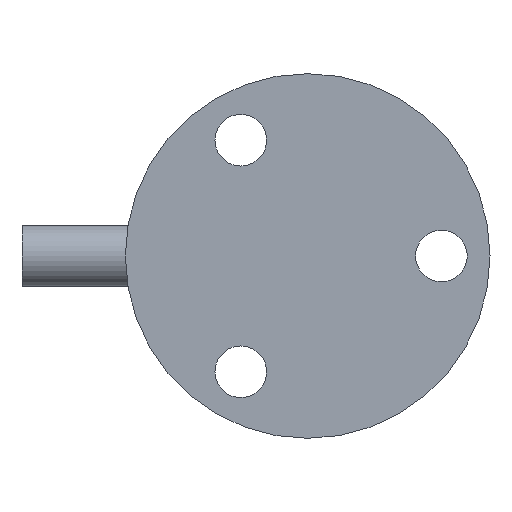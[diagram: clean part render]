
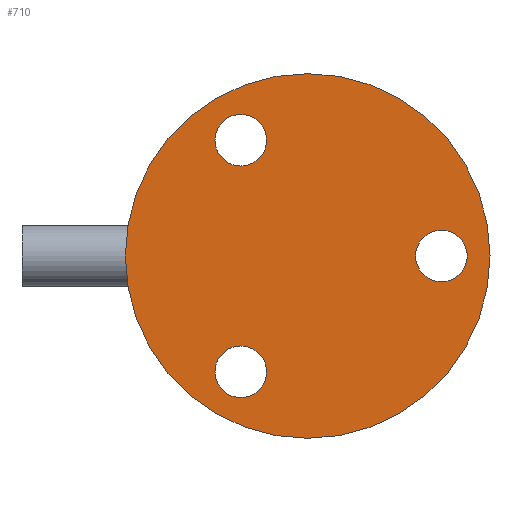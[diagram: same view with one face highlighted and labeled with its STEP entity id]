
A CAD part, left-side view. The second image highlights one B-rep face of the part: STEP entity #710.
In plain terms, the highlighted planar face has unit normal (-1, 0, 0).
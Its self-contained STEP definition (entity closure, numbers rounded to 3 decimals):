
#7 = VERTEX_POINT ( 'NONE', #490 ) ;
#11 = EDGE_LOOP ( 'NONE', ( #680, #106 ) ) ;
#12 = AXIS2_PLACEMENT_3D ( 'NONE', #452, #157, #541 ) ;
#30 = DIRECTION ( 'NONE',  ( 0., 0., -1. ) ) ;
#43 = CARTESIAN_POINT ( 'NONE',  ( 0., 0., 0. ) ) ;
#52 = VERTEX_POINT ( 'NONE', #83 ) ;
#55 = ORIENTED_EDGE ( 'NONE', *, *, #191, .T. ) ;
#71 = AXIS2_PLACEMENT_3D ( 'NONE', #334, #405, #752 ) ;
#72 = AXIS2_PLACEMENT_3D ( 'NONE', #364, #120, #530 ) ;
#83 = CARTESIAN_POINT ( 'NONE',  ( 0., 11., -14.803 ) ) ;
#93 = DIRECTION ( 'NONE',  ( 0., 0., -1. ) ) ;
#101 = CARTESIAN_POINT ( 'NONE',  ( 0., -22., 0. ) ) ;
#104 = DIRECTION ( 'NONE',  ( 1., 0., 0. ) ) ;
#106 = ORIENTED_EDGE ( 'NONE', *, *, #504, .T. ) ;
#120 = DIRECTION ( 'NONE',  ( 1., 0., 0. ) ) ;
#124 = CIRCLE ( 'NONE', #71, 4.25 ) ;
#157 = DIRECTION ( 'NONE',  ( 1., 0., 0. ) ) ;
#160 = FACE_BOUND ( 'NONE', #212, .T. ) ;
#191 = EDGE_CURVE ( 'NONE', #597, #465, #124, .T. ) ;
#212 = EDGE_LOOP ( 'NONE', ( #546, #730 ) ) ;
#223 = DIRECTION ( 'NONE',  ( 0., 0., -1. ) ) ;
#226 = VERTEX_POINT ( 'NONE', #280 ) ;
#251 = CARTESIAN_POINT ( 'NONE',  ( 0., 0., -30. ) ) ;
#271 = AXIS2_PLACEMENT_3D ( 'NONE', #500, #437, #673 ) ;
#276 = DIRECTION ( 'NONE',  ( 1., 0., 0. ) ) ;
#279 = CARTESIAN_POINT ( 'NONE',  ( 0., 0., 0. ) ) ;
#280 = CARTESIAN_POINT ( 'NONE',  ( 0., 0., 30. ) ) ;
#285 = EDGE_LOOP ( 'NONE', ( #642, #532 ) ) ;
#308 = CIRCLE ( 'NONE', #271, 4.25 ) ;
#326 = EDGE_CURVE ( 'NONE', #7, #52, #610, .T. ) ;
#334 = CARTESIAN_POINT ( 'NONE',  ( 0., -22., 0. ) ) ;
#354 = EDGE_CURVE ( 'NONE', #488, #652, #385, .T. ) ;
#364 = CARTESIAN_POINT ( 'NONE',  ( 0., 11., 19.053 ) ) ;
#372 = CIRCLE ( 'NONE', #560, 30. ) ;
#385 = CIRCLE ( 'NONE', #72, 4.25 ) ;
#398 = FACE_OUTER_BOUND ( 'NONE', #285, .T. ) ;
#405 = DIRECTION ( 'NONE',  ( 1., 0., 0. ) ) ;
#435 = CARTESIAN_POINT ( 'NONE',  ( 0., 11., 14.803 ) ) ;
#437 = DIRECTION ( 'NONE',  ( 1., 0., 0. ) ) ;
#452 = CARTESIAN_POINT ( 'NONE',  ( 0., 11., -19.053 ) ) ;
#465 = VERTEX_POINT ( 'NONE', #653 ) ;
#488 = VERTEX_POINT ( 'NONE', #435 ) ;
#490 = CARTESIAN_POINT ( 'NONE',  ( 0., 11., -23.303 ) ) ;
#495 = CIRCLE ( 'NONE', #508, 30. ) ;
#500 = CARTESIAN_POINT ( 'NONE',  ( 0., 11., -19.053 ) ) ;
#504 = EDGE_CURVE ( 'NONE', #52, #7, #308, .T. ) ;
#508 = AXIS2_PLACEMENT_3D ( 'NONE', #43, #683, #566 ) ;
#517 = DIRECTION ( 'NONE',  ( 0., 0., -1. ) ) ;
#520 = PLANE ( 'NONE',  #609 ) ;
#525 = CARTESIAN_POINT ( 'NONE',  ( 0., 11., 19.053 ) ) ;
#530 = DIRECTION ( 'NONE',  ( 0., 0., -1. ) ) ;
#532 = ORIENTED_EDGE ( 'NONE', *, *, #703, .F. ) ;
#541 = DIRECTION ( 'NONE',  ( 0., 0., -1. ) ) ;
#546 = ORIENTED_EDGE ( 'NONE', *, *, #354, .T. ) ;
#558 = CIRCLE ( 'NONE', #681, 4.25 ) ;
#560 = AXIS2_PLACEMENT_3D ( 'NONE', #279, #104, #30 ) ;
#566 = DIRECTION ( 'NONE',  ( 0., 0., -1. ) ) ;
#580 = VERTEX_POINT ( 'NONE', #251 ) ;
#597 = VERTEX_POINT ( 'NONE', #622 ) ;
#601 = EDGE_LOOP ( 'NONE', ( #767, #55 ) ) ;
#609 = AXIS2_PLACEMENT_3D ( 'NONE', #628, #755, #223 ) ;
#610 = CIRCLE ( 'NONE', #12, 4.25 ) ;
#622 = CARTESIAN_POINT ( 'NONE',  ( 0., -22., 4.25 ) ) ;
#627 = EDGE_CURVE ( 'NONE', #226, #580, #372, .T. ) ;
#628 = CARTESIAN_POINT ( 'NONE',  ( 0., 0., 0. ) ) ;
#640 = FACE_BOUND ( 'NONE', #11, .T. ) ;
#642 = ORIENTED_EDGE ( 'NONE', *, *, #627, .F. ) ;
#652 = VERTEX_POINT ( 'NONE', #747 ) ;
#653 = CARTESIAN_POINT ( 'NONE',  ( 0., -22., -4.25 ) ) ;
#666 = CIRCLE ( 'NONE', #754, 4.25 ) ;
#673 = DIRECTION ( 'NONE',  ( 0., 0., -1. ) ) ;
#680 = ORIENTED_EDGE ( 'NONE', *, *, #326, .T. ) ;
#681 = AXIS2_PLACEMENT_3D ( 'NONE', #101, #276, #517 ) ;
#683 = DIRECTION ( 'NONE',  ( 1., 0., 0. ) ) ;
#695 = EDGE_CURVE ( 'NONE', #465, #597, #558, .T. ) ;
#703 = EDGE_CURVE ( 'NONE', #580, #226, #495, .T. ) ;
#710 = ADVANCED_FACE ( 'NONE', ( #751, #640, #160, #398 ), #520, .F. ) ;
#730 = ORIENTED_EDGE ( 'NONE', *, *, #732, .T. ) ;
#732 = EDGE_CURVE ( 'NONE', #652, #488, #666, .T. ) ;
#747 = CARTESIAN_POINT ( 'NONE',  ( 0., 11., 23.303 ) ) ;
#751 = FACE_BOUND ( 'NONE', #601, .T. ) ;
#752 = DIRECTION ( 'NONE',  ( 0., 0., -1. ) ) ;
#754 = AXIS2_PLACEMENT_3D ( 'NONE', #525, #759, #93 ) ;
#755 = DIRECTION ( 'NONE',  ( 1., 0., 0. ) ) ;
#759 = DIRECTION ( 'NONE',  ( 1., 0., 0. ) ) ;
#767 = ORIENTED_EDGE ( 'NONE', *, *, #695, .T. ) ;
